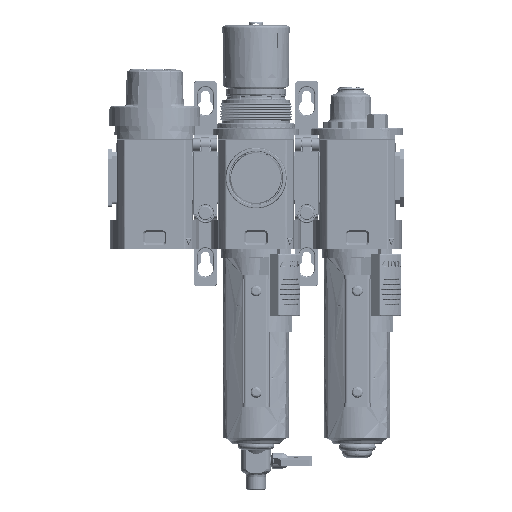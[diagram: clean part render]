
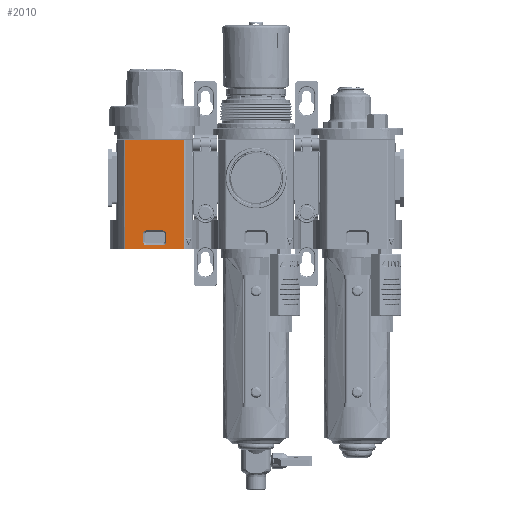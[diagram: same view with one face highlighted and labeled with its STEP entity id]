
A CAD part, top view. The second image highlights one B-rep face of the part: STEP entity #2010.
In plain terms, the highlighted planar face has unit normal (0, 0, 1).
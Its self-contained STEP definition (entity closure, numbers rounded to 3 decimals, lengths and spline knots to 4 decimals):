
#2010 = ADVANCED_FACE ( 'NONE', ( #12570, #26038 ), #84680, .F. ) ;
#2359 = EDGE_LOOP ( 'NONE', ( #165521, #131751, #174360, #12643 ) ) ;
#2547 = DIRECTION ( 'NONE',  ( 0., 0., 1. ) ) ;
#4590 = VERTEX_POINT ( 'NONE', #164200 ) ;
#6800 = AXIS2_PLACEMENT_3D ( 'NONE', #121656, #2547, #77521 ) ;
#9149 = VECTOR ( 'NONE', #105642, 39.3701 ) ;
#10804 = CARTESIAN_POINT ( 'NONE',  ( 0.5797, 2.1635, 1.0236 ) ) ;
#12570 = FACE_OUTER_BOUND ( 'NONE', #2359, .T. ) ;
#12643 = ORIENTED_EDGE ( 'NONE', *, *, #178707, .F. ) ;
#14463 = VERTEX_POINT ( 'NONE', #96941 ) ;
#15306 = DIRECTION ( 'NONE',  ( 0., -1., 0. ) ) ;
#16320 = LINE ( 'NONE', #130672, #9149 ) ;
#17127 = B_SPLINE_CURVE_WITH_KNOTS ( 'NONE', 3,
 ( #75752, #108334, #165972, #63212, #134318 ),
 .UNSPECIFIED., .F., .F.,
 ( 4, 1, 4 ),
 ( 0., 0.0147, 0.0294 ),
 .UNSPECIFIED. ) ;
#18597 = LINE ( 'NONE', #123283, #31057 ) ;
#20967 = EDGE_CURVE ( 'NONE', #73423, #14463, #16320, .T. ) ;
#23075 = VERTEX_POINT ( 'NONE', #30427 ) ;
#24290 = DIRECTION ( 'NONE',  ( 1., 0., 0. ) ) ;
#24947 = CIRCLE ( 'NONE', #113963, 0.0683 ) ;
#26038 = FACE_BOUND ( 'NONE', #78845, .T. ) ;
#26993 = DIRECTION ( 'NONE',  ( 0., 0., -1. ) ) ;
#28253 = DIRECTION ( 'NONE',  ( 0., 1., 0. ) ) ;
#29348 = VERTEX_POINT ( 'NONE', #147224 ) ;
#30427 = CARTESIAN_POINT ( 'NONE',  ( 0.1626, 0.3668, 1.0236 ) ) ;
#30695 = CARTESIAN_POINT ( 'NONE',  ( 0.5797, 2.1841, 1.0236 ) ) ;
#31057 = VECTOR ( 'NONE', #47424, 39.3701 ) ;
#33126 = VECTOR ( 'NONE', #28253, 39.3701 ) ;
#36701 = EDGE_CURVE ( 'NONE', #138131, #165363, #135051, .T. ) ;
#43265 = CARTESIAN_POINT ( 'NONE',  ( -0.5797, 2.1841, 1.0236 ) ) ;
#44516 = CARTESIAN_POINT ( 'NONE',  ( -0.5797, 2.1841, 1.0236 ) ) ;
#45944 = ORIENTED_EDGE ( 'NONE', *, *, #142494, .F. ) ;
#47424 = DIRECTION ( 'NONE',  ( -1., 0., 0. ) ) ;
#49873 = DIRECTION ( 'NONE',  ( 0., 0., 1. ) ) ;
#53216 = ORIENTED_EDGE ( 'NONE', *, *, #142990, .F. ) ;
#55560 = EDGE_CURVE ( 'NONE', #111702, #100665, #176438, .T. ) ;
#57983 = ORIENTED_EDGE ( 'NONE', *, *, #55560, .F. ) ;
#61724 = CARTESIAN_POINT ( 'NONE',  ( -0.1626, 0.0765, 1.0236 ) ) ;
#62110 = CIRCLE ( 'NONE', #6800, 0.0683 ) ;
#63125 = CIRCLE ( 'NONE', #66121, 0.0683 ) ;
#63212 = CARTESIAN_POINT ( 'NONE',  ( 0.3865, 2.1652, 1.0236 ) ) ;
#66121 = AXIS2_PLACEMENT_3D ( 'NONE', #66178, #49873, #136326 ) ;
#66178 = CARTESIAN_POINT ( 'NONE',  ( -0.1626, 0.2984, 1.0236 ) ) ;
#70357 = EDGE_CURVE ( 'NONE', #23075, #29348, #18597, .T. ) ;
#73423 = VERTEX_POINT ( 'NONE', #92578 ) ;
#75752 = CARTESIAN_POINT ( 'NONE',  ( -0.5797, 2.1635, 1.0236 ) ) ;
#77521 = DIRECTION ( 'NONE',  ( 1., 0., 0. ) ) ;
#78385 = CARTESIAN_POINT ( 'NONE',  ( -0.2309, 2.1841, 1.0236 ) ) ;
#78584 = CARTESIAN_POINT ( 'NONE',  ( -0.5797, 0.0765, 1.0236 ) ) ;
#78845 = EDGE_LOOP ( 'NONE', ( #89268, #130993, #118922, #57983, #45944, #130264, #53216, #188367 ) ) ;
#81321 = EDGE_CURVE ( 'NONE', #180613, #73423, #104669, .T. ) ;
#84680 = PLANE ( 'NONE',  #189074 ) ;
#85629 = DIRECTION ( 'NONE',  ( -1., 0., 0. ) ) ;
#88093 = DIRECTION ( 'NONE',  ( 0., 0., 1. ) ) ;
#89268 = ORIENTED_EDGE ( 'NONE', *, *, #93057, .F. ) ;
#92578 = CARTESIAN_POINT ( 'NONE',  ( 0.5797, 0., 1.0236 ) ) ;
#93057 = EDGE_CURVE ( 'NONE', #29348, #138131, #63125, .T. ) ;
#94775 = VECTOR ( 'NONE', #120715, 39.3701 ) ;
#96941 = CARTESIAN_POINT ( 'NONE',  ( -0.5797, 0., 1.0236 ) ) ;
#97330 = DIRECTION ( 'NONE',  ( 0., 0., 1. ) ) ;
#98490 = CIRCLE ( 'NONE', #162891, 0.0683 ) ;
#100185 = CARTESIAN_POINT ( 'NONE',  ( -0.1626, 0.1449, 1.0236 ) ) ;
#100665 = VERTEX_POINT ( 'NONE', #170350 ) ;
#103478 = CARTESIAN_POINT ( 'NONE',  ( 0.2309, 2.1841, 1.0236 ) ) ;
#104669 = LINE ( 'NONE', #30695, #127728 ) ;
#105642 = DIRECTION ( 'NONE',  ( -1., 0., 0. ) ) ;
#108136 = DIRECTION ( 'NONE',  ( 0., -1., 0. ) ) ;
#108334 = CARTESIAN_POINT ( 'NONE',  ( -0.3865, 2.1652, 1.0236 ) ) ;
#111702 = VERTEX_POINT ( 'NONE', #132835 ) ;
#113050 = CARTESIAN_POINT ( 'NONE',  ( -0.2309, 0.2984, 1.0236 ) ) ;
#113963 = AXIS2_PLACEMENT_3D ( 'NONE', #100185, #97330, #24290 ) ;
#115660 = LINE ( 'NONE', #44516, #33126 ) ;
#117846 = DIRECTION ( 'NONE',  ( 1., 0., 0. ) ) ;
#118922 = ORIENTED_EDGE ( 'NONE', *, *, #174141, .F. ) ;
#119791 = EDGE_CURVE ( 'NONE', #186364, #169936, #151529, .T. ) ;
#120715 = DIRECTION ( 'NONE',  ( 0., 1., 0. ) ) ;
#121656 = CARTESIAN_POINT ( 'NONE',  ( 0.1626, 0.2984, 1.0236 ) ) ;
#123283 = CARTESIAN_POINT ( 'NONE',  ( -0.5797, 0.3668, 1.0236 ) ) ;
#127728 = VECTOR ( 'NONE', #15306, 39.3701 ) ;
#130264 = ORIENTED_EDGE ( 'NONE', *, *, #119791, .F. ) ;
#130437 = EDGE_CURVE ( 'NONE', #14463, #4590, #115660, .T. ) ;
#130672 = CARTESIAN_POINT ( 'NONE',  ( -0.5797, 0., 1.0236 ) ) ;
#130993 = ORIENTED_EDGE ( 'NONE', *, *, #70357, .F. ) ;
#131751 = ORIENTED_EDGE ( 'NONE', *, *, #20967, .F. ) ;
#132835 = CARTESIAN_POINT ( 'NONE',  ( 0.2309, 0.1449, 1.0236 ) ) ;
#134318 = CARTESIAN_POINT ( 'NONE',  ( 0.5797, 2.1635, 1.0236 ) ) ;
#135051 = LINE ( 'NONE', #78385, #146050 ) ;
#136326 = DIRECTION ( 'NONE',  ( 1., 0., 0. ) ) ;
#138131 = VERTEX_POINT ( 'NONE', #113050 ) ;
#142494 = EDGE_CURVE ( 'NONE', #169936, #111702, #98490, .T. ) ;
#142990 = EDGE_CURVE ( 'NONE', #165363, #186364, #24947, .T. ) ;
#146050 = VECTOR ( 'NONE', #108136, 39.3701 ) ;
#147224 = CARTESIAN_POINT ( 'NONE',  ( -0.1626, 0.3668, 1.0236 ) ) ;
#150830 = VECTOR ( 'NONE', #180370, 39.3701 ) ;
#151529 = LINE ( 'NONE', #78584, #150830 ) ;
#152881 = CARTESIAN_POINT ( 'NONE',  ( -0.2309, 0.1449, 1.0236 ) ) ;
#161031 = CARTESIAN_POINT ( 'NONE',  ( 0.1626, 0.1449, 1.0236 ) ) ;
#162891 = AXIS2_PLACEMENT_3D ( 'NONE', #161031, #88093, #117846 ) ;
#164200 = CARTESIAN_POINT ( 'NONE',  ( -0.5797, 2.1635, 1.0236 ) ) ;
#165363 = VERTEX_POINT ( 'NONE', #152881 ) ;
#165521 = ORIENTED_EDGE ( 'NONE', *, *, #130437, .F. ) ;
#165972 = CARTESIAN_POINT ( 'NONE',  ( 0., 2.1672, 1.0236 ) ) ;
#169936 = VERTEX_POINT ( 'NONE', #189967 ) ;
#170350 = CARTESIAN_POINT ( 'NONE',  ( 0.2309, 0.2984, 1.0236 ) ) ;
#174141 = EDGE_CURVE ( 'NONE', #100665, #23075, #62110, .T. ) ;
#174360 = ORIENTED_EDGE ( 'NONE', *, *, #81321, .F. ) ;
#176438 = LINE ( 'NONE', #103478, #94775 ) ;
#178707 = EDGE_CURVE ( 'NONE', #4590, #180613, #17127, .T. ) ;
#180370 = DIRECTION ( 'NONE',  ( 1., 0., 0. ) ) ;
#180613 = VERTEX_POINT ( 'NONE', #10804 ) ;
#186364 = VERTEX_POINT ( 'NONE', #61724 ) ;
#188367 = ORIENTED_EDGE ( 'NONE', *, *, #36701, .F. ) ;
#189074 = AXIS2_PLACEMENT_3D ( 'NONE', #43265, #26993, #85629 ) ;
#189967 = CARTESIAN_POINT ( 'NONE',  ( 0.1626, 0.0765, 1.0236 ) ) ;
